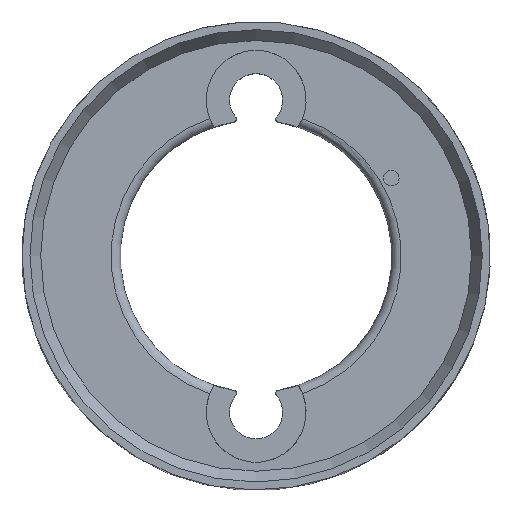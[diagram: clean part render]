
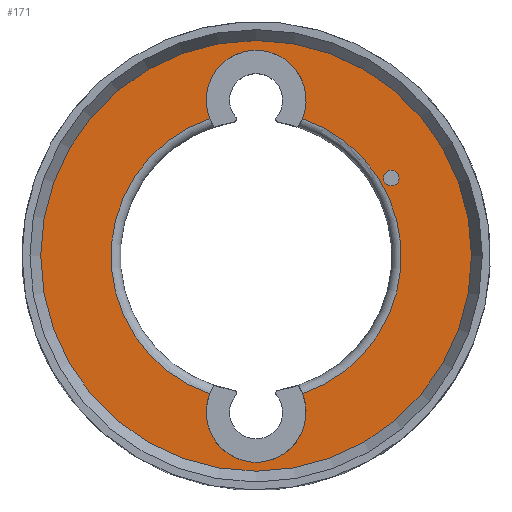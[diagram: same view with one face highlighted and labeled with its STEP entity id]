
A CAD part, top view. The second image highlights one B-rep face of the part: STEP entity #171.
In plain terms, the highlighted planar face has unit normal (0, 0, 1).
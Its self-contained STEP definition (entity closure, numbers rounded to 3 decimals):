
#51=FACE_BOUND('',#372,.T.);
#52=FACE_BOUND('',#373,.T.);
#53=FACE_BOUND('',#374,.T.);
#101=PLANE('',#1805);
#171=ADVANCED_FACE('',(#51,#52,#53),#101,.F.);
#372=EDGE_LOOP('',(#707));
#373=EDGE_LOOP('',(#708,#709,#710,#711));
#374=EDGE_LOOP('',(#712));
#520=CIRCLE('',#1799,0.25);
#521=CIRCLE('',#1800,1.6);
#522=CIRCLE('',#1801,4.65);
#523=CIRCLE('',#1802,1.6);
#524=CIRCLE('',#1803,4.65);
#525=CIRCLE('',#1804,7.);
#707=ORIENTED_EDGE('',*,*,#1347,.T.);
#708=ORIENTED_EDGE('',*,*,#1348,.T.);
#709=ORIENTED_EDGE('',*,*,#1349,.T.);
#710=ORIENTED_EDGE('',*,*,#1350,.T.);
#711=ORIENTED_EDGE('',*,*,#1351,.T.);
#712=ORIENTED_EDGE('',*,*,#1352,.T.);
#1162=VERTEX_POINT('',#2725);
#1163=VERTEX_POINT('',#2727);
#1164=VERTEX_POINT('',#2728);
#1165=VERTEX_POINT('',#2730);
#1166=VERTEX_POINT('',#2732);
#1167=VERTEX_POINT('',#2735);
#1347=EDGE_CURVE('',#1162,#1162,#520,.T.);
#1348=EDGE_CURVE('',#1163,#1164,#521,.T.);
#1349=EDGE_CURVE('',#1164,#1165,#522,.T.);
#1350=EDGE_CURVE('',#1165,#1166,#523,.T.);
#1351=EDGE_CURVE('',#1166,#1163,#524,.T.);
#1352=EDGE_CURVE('',#1167,#1167,#525,.T.);
#1799=AXIS2_PLACEMENT_3D('',#2724,#2135,#2136);
#1800=AXIS2_PLACEMENT_3D('',#2726,#2137,#2138);
#1801=AXIS2_PLACEMENT_3D('',#2729,#2139,#2140);
#1802=AXIS2_PLACEMENT_3D('',#2731,#2141,#2142);
#1803=AXIS2_PLACEMENT_3D('',#2733,#2143,#2144);
#1804=AXIS2_PLACEMENT_3D('',#2734,#2145,#2146);
#1805=AXIS2_PLACEMENT_3D('',#2736,#2147,#2148);
#2135=DIRECTION('',(0.,0.,-1.));
#2136=DIRECTION('',(-1.,0.,0.));
#2137=DIRECTION('',(0.,0.,-1.));
#2138=DIRECTION('',(-1.,0.,0.));
#2139=DIRECTION('',(0.,0.,-1.));
#2140=DIRECTION('',(-1.,0.,0.));
#2141=DIRECTION('',(0.,0.,-1.));
#2142=DIRECTION('',(1.,0.,0.));
#2143=DIRECTION('',(0.,0.,-1.));
#2144=DIRECTION('',(-1.,0.,0.));
#2145=DIRECTION('',(0.,0.,1.));
#2146=DIRECTION('',(1.,0.,0.));
#2147=DIRECTION('',(0.,0.,-1.));
#2148=DIRECTION('',(-1.,0.,0.));
#2724=CARTESIAN_POINT('',(4.33,2.5,2.6));
#2725=CARTESIAN_POINT('',(4.08,2.5,2.6));
#2726=CARTESIAN_POINT('',(0.,5.,2.6));
#2727=CARTESIAN_POINT('',(-1.486,4.406,2.6));
#2728=CARTESIAN_POINT('',(1.486,4.406,2.6));
#2729=CARTESIAN_POINT('',(0.,0.,2.6));
#2730=CARTESIAN_POINT('',(1.486,-4.406,2.6));
#2731=CARTESIAN_POINT('',(0.,-5.,2.6));
#2732=CARTESIAN_POINT('',(-1.486,-4.406,2.6));
#2733=CARTESIAN_POINT('',(0.,0.,2.6));
#2734=CARTESIAN_POINT('',(0.,0.,2.6));
#2735=CARTESIAN_POINT('',(7.,0.,2.6));
#2736=CARTESIAN_POINT('',(0.,0.,2.6));
